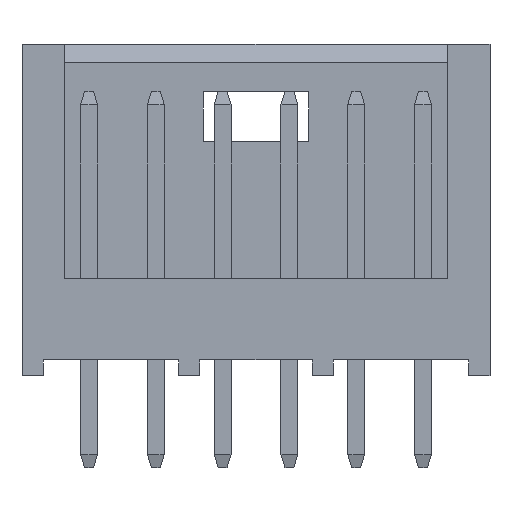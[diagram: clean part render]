
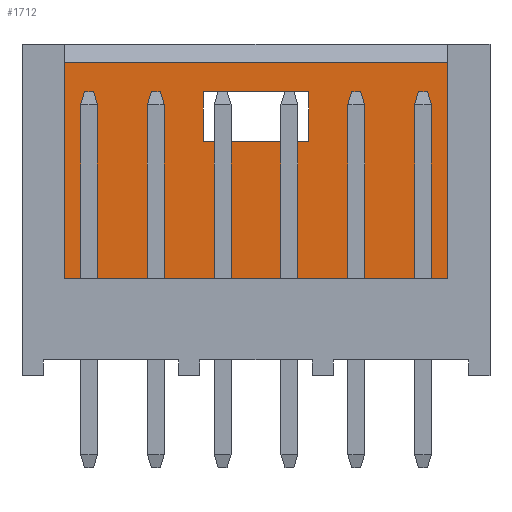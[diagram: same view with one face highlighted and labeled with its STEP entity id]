
A CAD part, front view. The second image highlights one B-rep face of the part: STEP entity #1712.
In plain terms, the highlighted planar face has unit normal (0, -1, 0).
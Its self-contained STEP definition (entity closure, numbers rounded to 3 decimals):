
#1264=CARTESIAN_POINT('',(-8.1,1.5,11.9));
#1265=VERTEX_POINT('',#1264);
#1302=CARTESIAN_POINT('',(-8.1,1.5,3.7));
#1303=VERTEX_POINT('',#1302);
#1310=CARTESIAN_POINT('',(-8.1,1.5,3.7));
#1311=DIRECTION('',(0.,0.,1.));
#1312=VECTOR('',#1311,8.2);
#1313=LINE('',#1310,#1312);
#1314=EDGE_CURVE('',#1303,#1265,#1313,.T.);
#1449=CARTESIAN_POINT('',(8.1,1.5,11.9));
#1450=VERTEX_POINT('',#1449);
#1457=CARTESIAN_POINT('',(8.1,1.5,3.7));
#1458=VERTEX_POINT('',#1457);
#1459=CARTESIAN_POINT('',(8.1,1.5,11.9));
#1460=DIRECTION('',(0.,0.,-1.));
#1461=VECTOR('',#1460,8.2);
#1462=LINE('',#1459,#1461);
#1463=EDGE_CURVE('',#1450,#1458,#1462,.T.);
#1657=CARTESIAN_POINT('',(8.1,1.5,12.6));
#1658=DIRECTION('',(-1.,0.,0.));
#1659=DIRECTION('',(-0.,-1.,-0.));
#1660=AXIS2_PLACEMENT_3D('',#1657,#1659,#1658);
#1661=PLANE('',#1660);
#1662=ORIENTED_EDGE('',*,*,#1314,.F.);
#1663=CARTESIAN_POINT('',(8.1,1.5,3.7));
#1664=DIRECTION('',(-1.,0.,0.));
#1665=VECTOR('',#1664,16.2);
#1666=LINE('',#1663,#1665);
#1667=EDGE_CURVE('',#1458,#1303,#1666,.T.);
#1668=ORIENTED_EDGE('',*,*,#1667,.F.);
#1669=ORIENTED_EDGE('',*,*,#1463,.F.);
#1670=CARTESIAN_POINT('',(8.1,1.5,11.9));
#1671=DIRECTION('',(-1.,0.,0.));
#1672=VECTOR('',#1671,16.2);
#1673=LINE('',#1670,#1672);
#1674=EDGE_CURVE('',#1450,#1265,#1673,.T.);
#1675=ORIENTED_EDGE('',*,*,#1674,.T.);
#1676=EDGE_LOOP('',(#1662,#1668,#1669,#1675));
#1677=FACE_OUTER_BOUND('',#1676,.T.);
#1678=CARTESIAN_POINT('',(2.,1.5,10.8));
#1679=VERTEX_POINT('',#1678);
#1680=CARTESIAN_POINT('',(2.,1.5,8.9));
#1681=VERTEX_POINT('',#1680);
#1682=CARTESIAN_POINT('',(2.,1.5,10.8));
#1683=DIRECTION('',(0.,0.,-1.));
#1684=VECTOR('',#1683,1.9);
#1685=LINE('',#1682,#1684);
#1686=EDGE_CURVE('',#1679,#1681,#1685,.T.);
#1687=ORIENTED_EDGE('',*,*,#1686,.T.);
#1688=CARTESIAN_POINT('',(-2.,1.5,8.9));
#1689=VERTEX_POINT('',#1688);
#1690=CARTESIAN_POINT('',(2.,1.5,8.9));
#1691=DIRECTION('',(-1.,0.,0.));
#1692=VECTOR('',#1691,4.);
#1693=LINE('',#1690,#1692);
#1694=EDGE_CURVE('',#1681,#1689,#1693,.T.);
#1695=ORIENTED_EDGE('',*,*,#1694,.T.);
#1696=CARTESIAN_POINT('',(-2.,1.5,10.8));
#1697=VERTEX_POINT('',#1696);
#1698=CARTESIAN_POINT('',(-2.,1.5,8.9));
#1699=DIRECTION('',(0.,0.,1.));
#1700=VECTOR('',#1699,1.9);
#1701=LINE('',#1698,#1700);
#1702=EDGE_CURVE('',#1689,#1697,#1701,.T.);
#1703=ORIENTED_EDGE('',*,*,#1702,.T.);
#1704=CARTESIAN_POINT('',(-2.,1.5,10.8));
#1705=DIRECTION('',(1.,0.,0.));
#1706=VECTOR('',#1705,4.);
#1707=LINE('',#1704,#1706);
#1708=EDGE_CURVE('',#1697,#1679,#1707,.T.);
#1709=ORIENTED_EDGE('',*,*,#1708,.T.);
#1710=EDGE_LOOP('',(#1687,#1695,#1703,#1709));
#1711=FACE_BOUND('',#1710,.T.);
#1712=ADVANCED_FACE('',(#1677,#1711),#1661,.T.);
